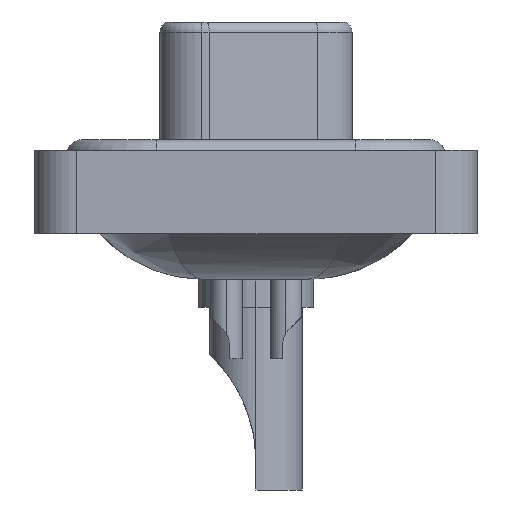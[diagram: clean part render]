
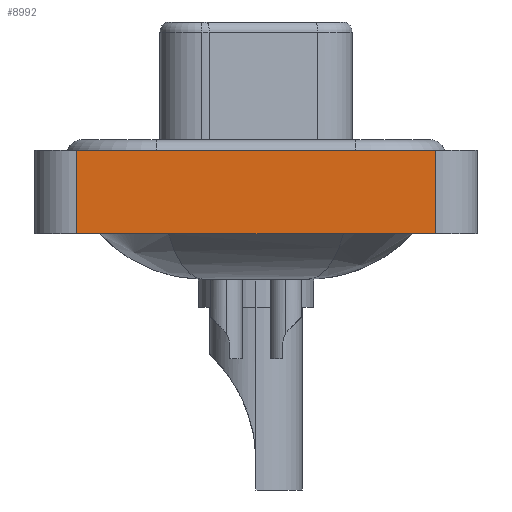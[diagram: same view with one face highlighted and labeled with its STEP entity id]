
A CAD part, left-side view. The second image highlights one B-rep face of the part: STEP entity #8992.
In plain terms, the highlighted planar face has unit normal (-1, 0, 0).
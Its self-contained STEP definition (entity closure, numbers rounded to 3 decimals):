
#329 = DIRECTION ( 'NONE',  ( 0., -1., 0. ) ) ;
#1548 = ORIENTED_EDGE ( 'NONE', *, *, #10734, .F. ) ;
#1561 = DIRECTION ( 'NONE',  ( 0., 0., 1. ) ) ;
#2473 = VECTOR ( 'NONE', #1561, 1000. ) ;
#2984 = DIRECTION ( 'NONE',  ( 0., -1., 0. ) ) ;
#3118 = LINE ( 'NONE', #10198, #18537 ) ;
#4559 = CARTESIAN_POINT ( 'NONE',  ( -7.3, -8.55, -3.6 ) ) ;
#4770 = LINE ( 'NONE', #4559, #2473 ) ;
#6031 = VERTEX_POINT ( 'NONE', #11736 ) ;
#6674 = ORIENTED_EDGE ( 'NONE', *, *, #13209, .F. ) ;
#7338 = PLANE ( 'NONE',  #14874 ) ;
#7677 = CARTESIAN_POINT ( 'NONE',  ( -7.3, -8.55, -3.6 ) ) ;
#7972 = CARTESIAN_POINT ( 'NONE',  ( -7.3, 8.55, -3.6 ) ) ;
#8288 = CARTESIAN_POINT ( 'NONE',  ( -7.3, -8.55, 0.4 ) ) ;
#8992 = ADVANCED_FACE ( 'NONE', ( #15545 ), #7338, .T. ) ;
#9498 = DIRECTION ( 'NONE',  ( -1., 0., 0. ) ) ;
#9654 = LINE ( 'NONE', #17864, #18645 ) ;
#10198 = CARTESIAN_POINT ( 'NONE',  ( -7.3, -8.55, -3.6 ) ) ;
#10734 = EDGE_CURVE ( 'NONE', #16714, #15968, #17683, .T. ) ;
#10829 = EDGE_CURVE ( 'NONE', #16714, #6031, #3118, .T. ) ;
#11736 = CARTESIAN_POINT ( 'NONE',  ( -7.3, -8.55, -3.6 ) ) ;
#12535 = ORIENTED_EDGE ( 'NONE', *, *, #13801, .T. ) ;
#12907 = CARTESIAN_POINT ( 'NONE',  ( -7.3, 8.55, -3.6 ) ) ;
#13209 = EDGE_CURVE ( 'NONE', #15968, #19033, #9654, .T. ) ;
#13801 = EDGE_CURVE ( 'NONE', #6031, #19033, #4770, .T. ) ;
#14239 = DIRECTION ( 'NONE',  ( 0., 0., 1. ) ) ;
#14357 = DIRECTION ( 'NONE',  ( 0., 0., 1. ) ) ;
#14874 = AXIS2_PLACEMENT_3D ( 'NONE', #7677, #9498, #14357 ) ;
#15545 = FACE_OUTER_BOUND ( 'NONE', #17227, .T. ) ;
#15968 = VERTEX_POINT ( 'NONE', #18717 ) ;
#16714 = VERTEX_POINT ( 'NONE', #12907 ) ;
#17227 = EDGE_LOOP ( 'NONE', ( #12535, #6674, #1548, #19358 ) ) ;
#17683 = LINE ( 'NONE', #7972, #17854 ) ;
#17854 = VECTOR ( 'NONE', #14239, 1000. ) ;
#17864 = CARTESIAN_POINT ( 'NONE',  ( -7.3, -8.55, 0.4 ) ) ;
#18537 = VECTOR ( 'NONE', #329, 1000. ) ;
#18645 = VECTOR ( 'NONE', #2984, 1000. ) ;
#18717 = CARTESIAN_POINT ( 'NONE',  ( -7.3, 8.55, 0.4 ) ) ;
#19033 = VERTEX_POINT ( 'NONE', #8288 ) ;
#19358 = ORIENTED_EDGE ( 'NONE', *, *, #10829, .T. ) ;
